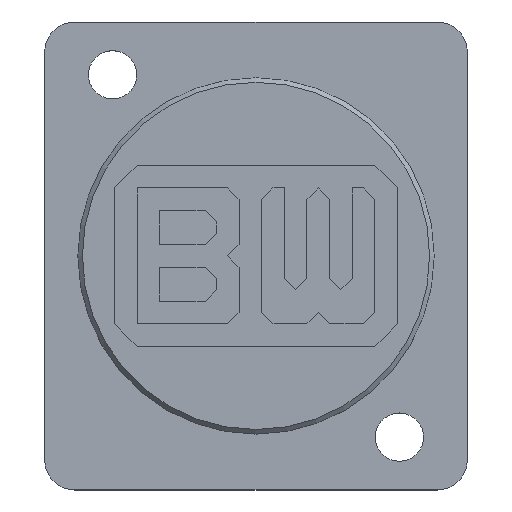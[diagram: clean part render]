
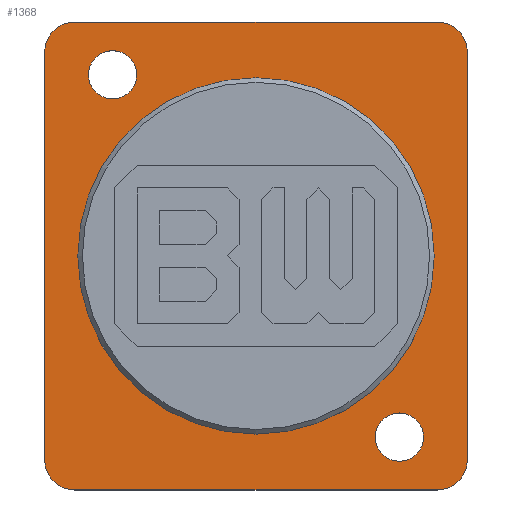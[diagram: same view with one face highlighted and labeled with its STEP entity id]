
A CAD part, top view. The second image highlights one B-rep face of the part: STEP entity #1368.
In plain terms, the highlighted planar face has unit normal (0, 0, 1).
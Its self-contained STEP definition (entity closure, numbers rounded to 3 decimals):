
#29=FACE_BOUND('',#244,.T.);
#30=FACE_BOUND('',#245,.T.);
#31=FACE_BOUND('',#246,.T.);
#94=PLANE('',#1468);
#165=FACE_OUTER_BOUND('',#243,.T.);
#243=EDGE_LOOP('',(#1286,#1287,#1288,#1289,#1290,#1291,#1292,#1293));
#244=EDGE_LOOP('',(#1294));
#245=EDGE_LOOP('',(#1295));
#246=EDGE_LOOP('',(#1296));
#404=LINE('',#2154,#577);
#409=LINE('',#2168,#582);
#413=LINE('',#2180,#586);
#417=LINE('',#2192,#590);
#577=VECTOR('',#1766,10.);
#582=VECTOR('',#1779,10.);
#586=VECTOR('',#1791,10.);
#590=VECTOR('',#1803,10.);
#595=CIRCLE('',#1388,11.8);
#597=CIRCLE('',#1447,1.6);
#599=CIRCLE('',#1450,1.6);
#600=CIRCLE('',#1453,2.);
#602=CIRCLE('',#1457,2.);
#604=CIRCLE('',#1461,2.);
#606=CIRCLE('',#1465,2.);
#618=VERTEX_POINT('',#1841);
#714=VERTEX_POINT('',#2142);
#716=VERTEX_POINT('',#2148);
#717=VERTEX_POINT('',#2152);
#718=VERTEX_POINT('',#2153);
#721=VERTEX_POINT('',#2161);
#723=VERTEX_POINT('',#2167);
#725=VERTEX_POINT('',#2173);
#727=VERTEX_POINT('',#2179);
#729=VERTEX_POINT('',#2185);
#731=VERTEX_POINT('',#2191);
#745=EDGE_CURVE('',#618,#618,#595,.T.);
#893=EDGE_CURVE('',#714,#714,#597,.T.);
#896=EDGE_CURVE('',#716,#716,#599,.T.);
#897=EDGE_CURVE('',#717,#718,#404,.T.);
#901=EDGE_CURVE('',#721,#718,#600,.T.);
#904=EDGE_CURVE('',#721,#723,#409,.T.);
#907=EDGE_CURVE('',#725,#723,#602,.T.);
#910=EDGE_CURVE('',#725,#727,#413,.T.);
#913=EDGE_CURVE('',#729,#727,#604,.T.);
#916=EDGE_CURVE('',#729,#731,#417,.T.);
#919=EDGE_CURVE('',#717,#731,#606,.T.);
#1286=ORIENTED_EDGE('',*,*,#919,.F.);
#1287=ORIENTED_EDGE('',*,*,#897,.T.);
#1288=ORIENTED_EDGE('',*,*,#901,.F.);
#1289=ORIENTED_EDGE('',*,*,#904,.T.);
#1290=ORIENTED_EDGE('',*,*,#907,.F.);
#1291=ORIENTED_EDGE('',*,*,#910,.T.);
#1292=ORIENTED_EDGE('',*,*,#913,.F.);
#1293=ORIENTED_EDGE('',*,*,#916,.T.);
#1294=ORIENTED_EDGE('',*,*,#745,.T.);
#1295=ORIENTED_EDGE('',*,*,#896,.F.);
#1296=ORIENTED_EDGE('',*,*,#893,.F.);
#1368=ADVANCED_FACE('',(#165,#29,#30,#31),#94,.F.);
#1388=AXIS2_PLACEMENT_3D('',#1843,#1491,#1492);
#1447=AXIS2_PLACEMENT_3D('',#2144,#1755,#1756);
#1450=AXIS2_PLACEMENT_3D('',#2150,#1762,#1763);
#1453=AXIS2_PLACEMENT_3D('',#2162,#1772,#1773);
#1457=AXIS2_PLACEMENT_3D('',#2174,#1784,#1785);
#1461=AXIS2_PLACEMENT_3D('',#2186,#1796,#1797);
#1465=AXIS2_PLACEMENT_3D('',#2197,#1808,#1809);
#1468=AXIS2_PLACEMENT_3D('',#2200,#1814,#1815);
#1491=DIRECTION('center_axis',(0.,0.,-1.));
#1492=DIRECTION('ref_axis',(-1.,0.,0.));
#1755=DIRECTION('center_axis',(0.,0.,1.));
#1756=DIRECTION('ref_axis',(-1.,0.,0.));
#1762=DIRECTION('center_axis',(0.,0.,1.));
#1763=DIRECTION('ref_axis',(-1.,0.,0.));
#1766=DIRECTION('',(1.,0.,0.));
#1772=DIRECTION('center_axis',(0.,0.,-1.));
#1773=DIRECTION('ref_axis',(1.,0.,0.));
#1779=DIRECTION('',(0.,1.,0.));
#1784=DIRECTION('center_axis',(0.,0.,-1.));
#1785=DIRECTION('ref_axis',(0.,1.,0.));
#1791=DIRECTION('',(-1.,0.,0.));
#1796=DIRECTION('center_axis',(0.,0.,-1.));
#1797=DIRECTION('ref_axis',(-1.,0.,0.));
#1803=DIRECTION('',(0.,-1.,0.));
#1808=DIRECTION('center_axis',(0.,0.,-1.));
#1809=DIRECTION('ref_axis',(0.,-1.,0.));
#1814=DIRECTION('center_axis',(0.,0.,-1.));
#1815=DIRECTION('ref_axis',(-1.,0.,0.));
#1841=CARTESIAN_POINT('',(81.8,30.,0.));
#1843=CARTESIAN_POINT('Origin',(70.,30.,0.));
#2142=CARTESIAN_POINT('',(81.1,18.,0.));
#2144=CARTESIAN_POINT('Origin',(79.5,18.,0.));
#2148=CARTESIAN_POINT('',(62.1,42.,0.));
#2150=CARTESIAN_POINT('Origin',(60.5,42.,0.));
#2152=CARTESIAN_POINT('',(58.,14.5,0.));
#2153=CARTESIAN_POINT('',(82.,14.5,0.));
#2154=CARTESIAN_POINT('',(58.,14.5,0.));
#2161=CARTESIAN_POINT('',(84.,16.5,0.));
#2162=CARTESIAN_POINT('Origin',(82.,16.5,0.));
#2167=CARTESIAN_POINT('',(84.,43.5,0.));
#2168=CARTESIAN_POINT('',(84.,16.5,0.));
#2173=CARTESIAN_POINT('',(82.,45.5,0.));
#2174=CARTESIAN_POINT('Origin',(82.,43.5,0.));
#2179=CARTESIAN_POINT('',(58.,45.5,0.));
#2180=CARTESIAN_POINT('',(82.,45.5,0.));
#2185=CARTESIAN_POINT('',(56.,43.5,0.));
#2186=CARTESIAN_POINT('Origin',(58.,43.5,0.));
#2191=CARTESIAN_POINT('',(56.,16.5,0.));
#2192=CARTESIAN_POINT('',(56.,43.5,0.));
#2197=CARTESIAN_POINT('Origin',(58.,16.5,0.));
#2200=CARTESIAN_POINT('Origin',(70.,30.,0.));
